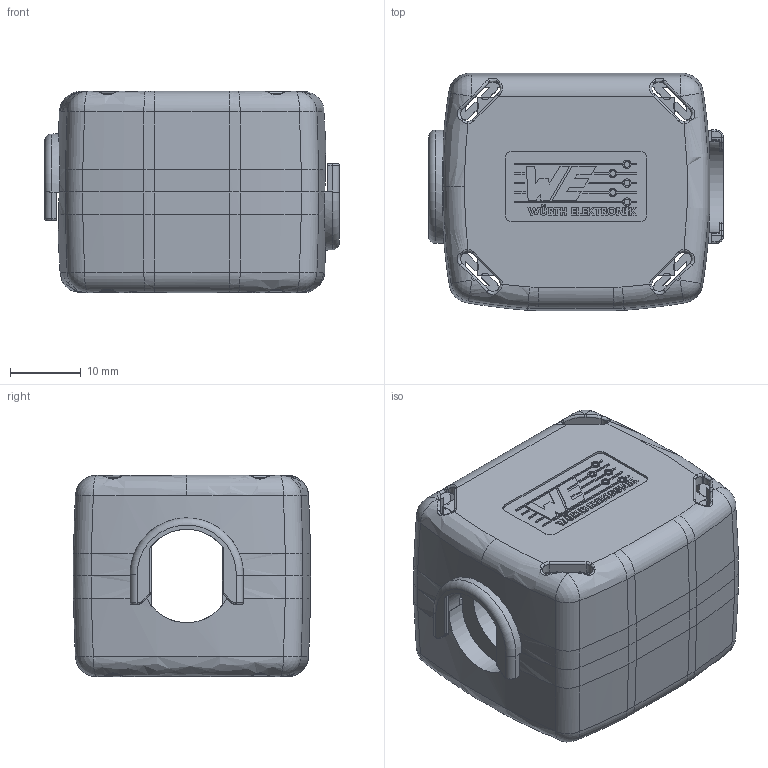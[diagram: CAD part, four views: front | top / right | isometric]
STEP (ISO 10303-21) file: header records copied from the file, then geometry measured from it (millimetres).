
FILE_DESCRIPTION(/* description */ ('Unknown'),/* implementation_level */ '2;1');
FILE_NAME(/* name */ '74271222',/* time_stamp */ '2020-03-13T12:40:44+01:00',/* author */ ('Unknown'),/* organization */ ('Unknown'),/* preprocessor_version */ 'ST-DEVELOPER v16.7',/* originating_system */ 'DEX',/* authorisation */ $);
FILE_SCHEMA (('AUTOMOTIVE_DESIGN {1 0 10303 214 3 1 1}'));
Length unit declared in the file: millimetre
Products named in the file (5): 74271222; 74271222_unten; Kern; 74271222_oben
Assembly tree (5 placements, depth 3):
  74271222
    74271222_unten
    Kern
    74271222_oben
      74271222_oben
      Kern
Bounding box: 41.6 x 33.5 x 28.4 mm (x, y, z)
Volume: 23265.3 mm3; surface area: 18116.3 mm2
Topology: 4 solids, 4 shells, 1486 faces, 4054 edges, 2617 vertices
Faces by surface type: plane 965, cylinder 251, bspline 203, torus 41, cone 18, sphere 8
Full cylindrical faces by diameter (mm): 3.2 x2, 4 x1
Entity records: 69444 total; most frequent: CARTESIAN_POINT 33611, ORIENTED_EDGE 8062, DIRECTION 6474, EDGE_CURVE 4031, LINE 2872, VECTOR 2872, VERTEX_POINT 2605, AXIS2_PLACEMENT_3D 1801
